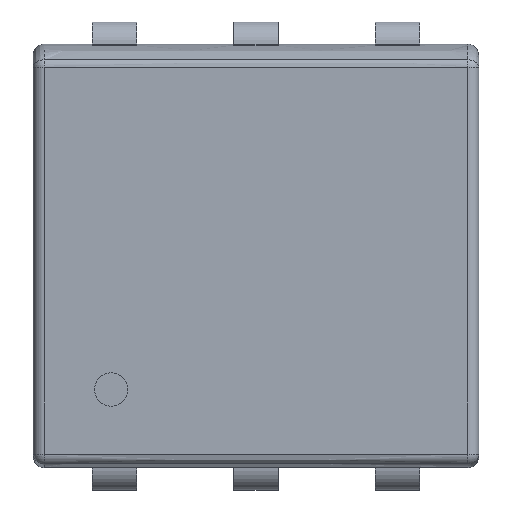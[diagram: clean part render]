
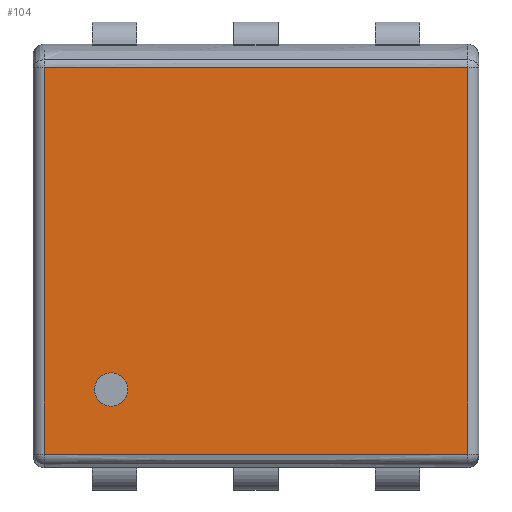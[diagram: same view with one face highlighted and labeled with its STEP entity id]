
A CAD part, top view. The second image highlights one B-rep face of the part: STEP entity #104.
In plain terms, the highlighted planar face has unit normal (0, 0, 1).
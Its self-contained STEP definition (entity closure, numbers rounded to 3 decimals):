
#33 = VERTEX_POINT('',#34);
#34 = CARTESIAN_POINT('',(-1.304,-1.35,1.4
    ));
#52 = VERTEX_POINT('',#53);
#53 = CARTESIAN_POINT('',(-1.304,-1.05,1.4
    ));
#59 = EDGE_CURVE('',#52,#33,#60,.T.);
#60 = CIRCLE('',#61,0.15);
#61 = AXIS2_PLACEMENT_3D('',#62,#63,#64);
#62 = CARTESIAN_POINT('',(-1.304,-1.2,1.4
    ));
#63 = DIRECTION('',(0.,0.,-1.));
#64 = DIRECTION('',(0.,-1.,0.));
#82 = EDGE_CURVE('',#33,#52,#83,.T.);
#83 = CIRCLE('',#84,0.15);
#84 = AXIS2_PLACEMENT_3D('',#85,#86,#87);
#85 = CARTESIAN_POINT('',(-1.304,-1.2,1.4
    ));
#86 = DIRECTION('',(0.,0.,-1.));
#87 = DIRECTION('',(0.,-1.,0.));
#104 = ADVANCED_FACE('',(#105,#139),#143,.T.);
#105 = FACE_BOUND('',#106,.T.);
#106 = EDGE_LOOP('',(#107,#117,#125,#133));
#107 = ORIENTED_EDGE('',*,*,#108,.T.);
#108 = EDGE_CURVE('',#109,#111,#113,.T.);
#109 = VERTEX_POINT('',#110);
#110 = CARTESIAN_POINT('',(1.896,-1.78,1.4
    ));
#111 = VERTEX_POINT('',#112);
#112 = CARTESIAN_POINT('',(1.896,1.691,1.4)
  );
#113 = LINE('',#114,#115);
#114 = CARTESIAN_POINT('',(1.896,0.,
    1.4));
#115 = VECTOR('',#116,1.);
#116 = DIRECTION('',(0.,1.,0.));
#117 = ORIENTED_EDGE('',*,*,#118,.T.);
#118 = EDGE_CURVE('',#111,#119,#121,.T.);
#119 = VERTEX_POINT('',#120);
#120 = CARTESIAN_POINT('',(-1.904,1.691,1.4
    ));
#121 = LINE('',#122,#123);
#122 = CARTESIAN_POINT('',(-0.004,1.691,
    1.4));
#123 = VECTOR('',#124,1.);
#124 = DIRECTION('',(-1.,0.,0.));
#125 = ORIENTED_EDGE('',*,*,#126,.T.);
#126 = EDGE_CURVE('',#119,#127,#129,.T.);
#127 = VERTEX_POINT('',#128);
#128 = CARTESIAN_POINT('',(-1.904,-1.78,
    1.4));
#129 = LINE('',#130,#131);
#130 = CARTESIAN_POINT('',(-1.904,0.,
    1.4));
#131 = VECTOR('',#132,1.);
#132 = DIRECTION('',(0.,-1.,0.));
#133 = ORIENTED_EDGE('',*,*,#134,.T.);
#134 = EDGE_CURVE('',#127,#109,#135,.T.);
#135 = LINE('',#136,#137);
#136 = CARTESIAN_POINT('',(-0.004,-1.78,
    1.4));
#137 = VECTOR('',#138,1.);
#138 = DIRECTION('',(1.,0.,0.));
#139 = FACE_BOUND('',#140,.T.);
#140 = EDGE_LOOP('',(#141,#142));
#141 = ORIENTED_EDGE('',*,*,#82,.T.);
#142 = ORIENTED_EDGE('',*,*,#59,.T.);
#143 = PLANE('',#144);
#144 = AXIS2_PLACEMENT_3D('',#145,#146,#147);
#145 = CARTESIAN_POINT('',(-0.004,0.,
    1.4));
#146 = DIRECTION('',(0.,0.,1.));
#147 = DIRECTION('',(0.,1.,0.));
